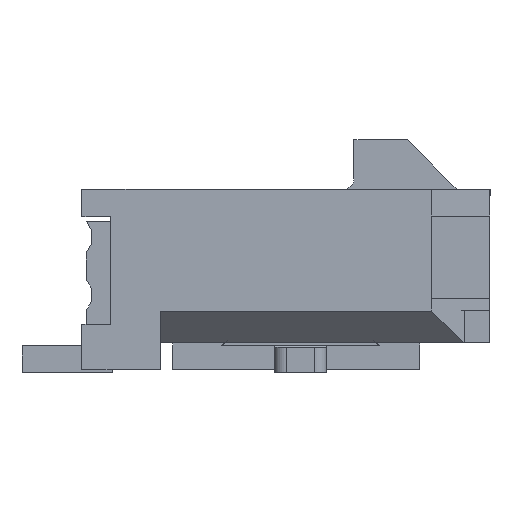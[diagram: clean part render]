
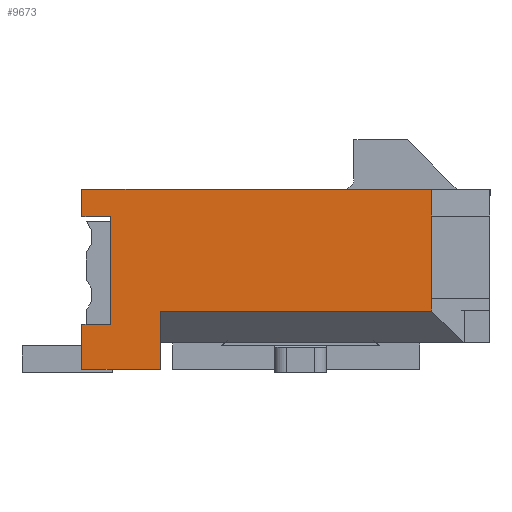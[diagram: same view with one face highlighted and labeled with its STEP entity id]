
A CAD part, front view. The second image highlights one B-rep face of the part: STEP entity #9673.
In plain terms, the highlighted face is planar.
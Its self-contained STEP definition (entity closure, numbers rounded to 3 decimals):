
#699=ORIENTED_EDGE('',*,*,#2536,.T.);
#700=ORIENTED_EDGE('',*,*,#2537,.T.);
#701=ORIENTED_EDGE('',*,*,#2538,.T.);
#702=ORIENTED_EDGE('',*,*,#2539,.T.);
#703=ORIENTED_EDGE('',*,*,#2403,.F.);
#704=ORIENTED_EDGE('',*,*,#2397,.T.);
#705=ORIENTED_EDGE('',*,*,#2394,.F.);
#706=ORIENTED_EDGE('',*,*,#2411,.F.);
#707=ORIENTED_EDGE('',*,*,#2373,.F.);
#708=ORIENTED_EDGE('',*,*,#2540,.T.);
#709=ORIENTED_EDGE('',*,*,#2541,.T.);
#710=ORIENTED_EDGE('',*,*,#2542,.T.);
#2373=EDGE_CURVE('',#3354,#3355,#4037,.T.);
#2394=EDGE_CURVE('',#3361,#3370,#4058,.T.);
#2397=EDGE_CURVE('',#3372,#3370,#4061,.T.);
#2403=EDGE_CURVE('',#3372,#3376,#4067,.T.);
#2411=EDGE_CURVE('',#3355,#3361,#4075,.T.);
#2536=EDGE_CURVE('',#3451,#3452,#4200,.T.);
#2537=EDGE_CURVE('',#3452,#3453,#4201,.T.);
#2538=EDGE_CURVE('',#3453,#3454,#4202,.T.);
#2539=EDGE_CURVE('',#3454,#3376,#4203,.T.);
#2540=EDGE_CURVE('',#3354,#3455,#4204,.T.);
#2541=EDGE_CURVE('',#3455,#3456,#4205,.T.);
#2542=EDGE_CURVE('',#3456,#3451,#4206,.T.);
#3354=VERTEX_POINT('',#12728);
#3355=VERTEX_POINT('',#12729);
#3361=VERTEX_POINT('',#12747);
#3370=VERTEX_POINT('',#12769);
#3372=VERTEX_POINT('',#12775);
#3376=VERTEX_POINT('',#12787);
#3451=VERTEX_POINT('',#13037);
#3452=VERTEX_POINT('',#13038);
#3453=VERTEX_POINT('',#13040);
#3454=VERTEX_POINT('',#13042);
#3455=VERTEX_POINT('',#13045);
#3456=VERTEX_POINT('',#13047);
#4037=LINE('',#12727,#5025);
#4058=LINE('',#12768,#5046);
#4061=LINE('',#12774,#5049);
#4067=LINE('',#12786,#5055);
#4075=LINE('',#12800,#5063);
#4200=LINE('',#13036,#5188);
#4201=LINE('',#13039,#5189);
#4202=LINE('',#13041,#5190);
#4203=LINE('',#13043,#5191);
#4204=LINE('',#13044,#5192);
#4205=LINE('',#13046,#5193);
#4206=LINE('',#13048,#5194);
#5025=VECTOR('',#10766,1000.);
#5046=VECTOR('',#10795,1000.);
#5049=VECTOR('',#10800,1000.);
#5055=VECTOR('',#10810,1000.);
#5063=VECTOR('',#10820,1000.);
#5188=VECTOR('',#11027,1000.);
#5189=VECTOR('',#11028,1000.);
#5190=VECTOR('',#11029,1000.);
#5191=VECTOR('',#11030,1000.);
#5192=VECTOR('',#11031,1000.);
#5193=VECTOR('',#11032,1000.);
#5194=VECTOR('',#11033,1000.);
#5879=EDGE_LOOP('',(#699,#700,#701,#702,#703,#704,#705,#706,#707,#708,#709,
#710));
#6275=FACE_BOUND('',#5879,.T.);
#6661=PLANE('',#10062);
#9673=ADVANCED_FACE('',(#6275),#6661,.T.);
#10062=AXIS2_PLACEMENT_3D('',#13035,#11025,#11026);
#10766=DIRECTION('',(0.,0.,-1.));
#10795=DIRECTION('',(0.,0.,-1.));
#10800=DIRECTION('',(0.,-1.,0.));
#10810=DIRECTION('',(0.,0.,-1.));
#10820=DIRECTION('',(0.,0.,-1.));
#11025=DIRECTION('',(-1.,0.,0.));
#11026=DIRECTION('',(0.,0.,1.));
#11027=DIRECTION('',(0.,0.,-1.));
#11028=DIRECTION('',(0.,1.,0.));
#11029=DIRECTION('',(0.,0.,-1.));
#11030=DIRECTION('',(0.,-1.,0.));
#11031=DIRECTION('',(0.,1.,0.));
#11032=DIRECTION('',(0.,0.,-1.));
#11033=DIRECTION('',(0.,-1.,0.));
#12727=CARTESIAN_POINT('',(-9.325,-3.536,0.));
#12728=CARTESIAN_POINT('',(-9.325,-3.536,2.185));
#12729=CARTESIAN_POINT('',(-9.325,-3.536,1.535));
#12747=CARTESIAN_POINT('',(-9.325,-3.536,-0.465));
#12768=CARTESIAN_POINT('',(-9.325,-3.536,0.));
#12769=CARTESIAN_POINT('',(-9.325,-3.536,-0.771));
#12774=CARTESIAN_POINT('',(-9.325,3.05,-0.771));
#12775=CARTESIAN_POINT('',(-9.325,3.05,-0.771));
#12786=CARTESIAN_POINT('',(-9.325,3.05,-2.185));
#12787=CARTESIAN_POINT('',(-9.325,3.05,-2.185));
#12800=CARTESIAN_POINT('',(-9.325,-3.536,1.535));
#13035=CARTESIAN_POINT('',(-9.325,0.,0.));
#13036=CARTESIAN_POINT('',(-9.325,4.25,0.));
#13037=CARTESIAN_POINT('',(-9.325,4.25,1.515));
#13038=CARTESIAN_POINT('',(-9.325,4.25,-1.085));
#13039=CARTESIAN_POINT('',(-9.325,0.,-1.085));
#13040=CARTESIAN_POINT('',(-9.325,4.95,-1.085));
#13041=CARTESIAN_POINT('',(-9.325,4.95,2.185));
#13042=CARTESIAN_POINT('',(-9.325,4.95,-2.185));
#13043=CARTESIAN_POINT('',(-9.325,4.95,-2.185));
#13044=CARTESIAN_POINT('',(-9.325,-4.95,2.185));
#13045=CARTESIAN_POINT('',(-9.325,4.95,2.185));
#13046=CARTESIAN_POINT('',(-9.325,4.95,2.185));
#13047=CARTESIAN_POINT('',(-9.325,4.95,1.515));
#13048=CARTESIAN_POINT('',(-9.325,0.,1.515));
